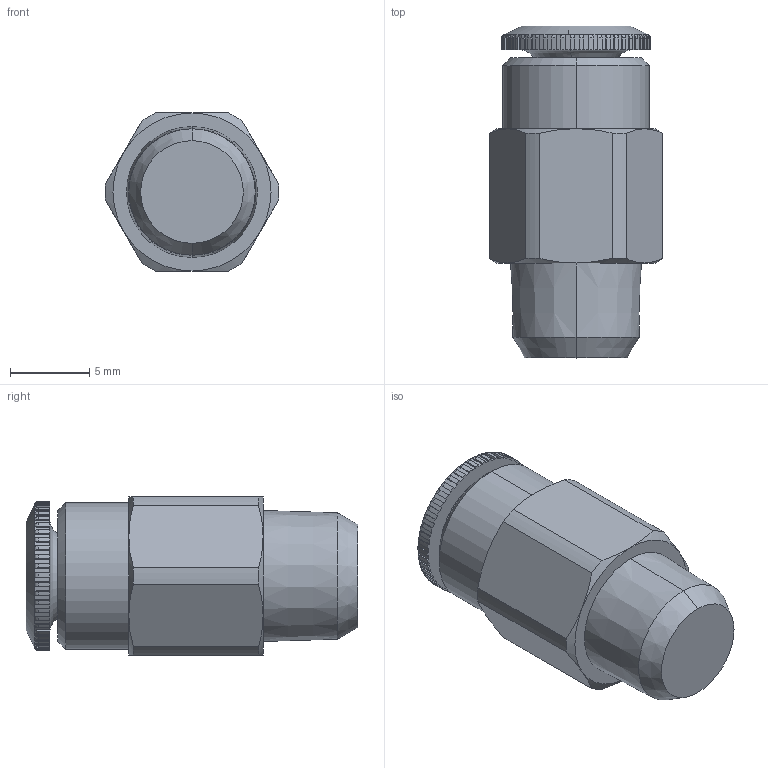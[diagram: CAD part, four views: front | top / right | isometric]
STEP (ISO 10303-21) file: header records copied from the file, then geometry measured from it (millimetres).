
FILE_DESCRIPTION (( 'STEP AP214' ), '1' );
FILE_NAME ('5800000002A.step', '2012-10-16T19:15:10', ( '' ), ( '' ), 'SwSTEP 2.0', 'SolidWorks 2012', '' );
FILE_SCHEMA (( 'AUTOMOTIVE_DESIGN' ));
Length unit declared in the file: millimetre
Products named in the file (1): 5800000002A
Bounding box: 10.99 x 21 x 10 mm (x, y, z)
Volume: 1434.2 mm3; surface area: 839.9 mm2
Topology: 1 solids, 1 shells, 244 faces, 696 edges, 458 vertices
Faces by surface type: plane 162, cylinder 58, cone 20, torus 4
Entity records: 8556 total; most frequent: CARTESIAN_POINT 1973, ORIENTED_EDGE 1392, DIRECTION 1158, EDGE_CURVE 696, VERTEX_POINT 458, AXIS2_PLACEMENT_3D 393, LINE 372, VECTOR 372
